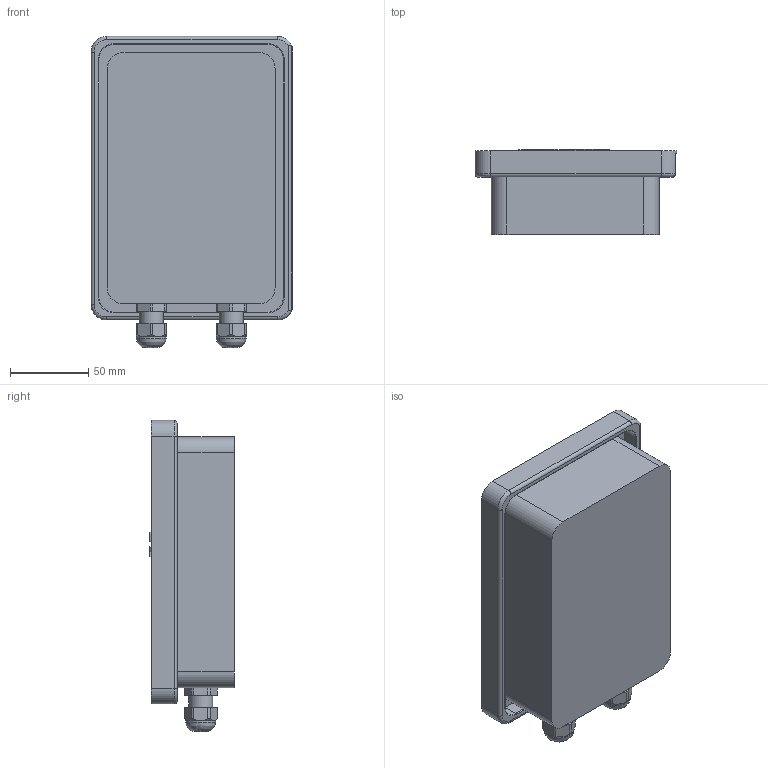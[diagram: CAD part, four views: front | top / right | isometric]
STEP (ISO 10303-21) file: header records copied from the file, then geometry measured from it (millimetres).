
FILE_DESCRIPTION(/* description */ (''),/* implementation_level */ '2;1');
FILE_NAME(/* name */ 'Baugruppe_Akku.stp',/* time_stamp */ '2016-03-01T17:06:16+01:00',/* author */ ('Jonas'),/* organization */ (''),/* preprocessor_version */ 'ST-DEVELOPER v16.1',/* originating_system */ 'Autodesk Inventor 2016',/* authorisation */ '');
FILE_SCHEMA (('AUTOMOTIVE_DESIGN { 1 0 10303 214 3 1 1 }'));
Length unit declared in the file: millimetre
Products named in the file (5): Akkublock; Bauteil_Druckhülle_Akku; Bauteil_Druckhülle_Akku_Deckel; SKINTOP ST PG 9      Art_ Nr_ 53015010(F=3_5)_Kunststoff; Baugruppe_Akku
Assembly tree (6 placements, depth 2):
  Baugruppe_Akku
    Akkublock  x2
    Bauteil_Druckhülle_Akku
    Bauteil_Druckhülle_Akku_Deckel
    SKINTOP ST PG 9      Art_ Nr_ 53015010(F=3_5)_Kunststoff  x2
Bounding box: 128.8 x 54.1 x 198.4 mm (x, y, z)
Volume: 437796.7 mm3; surface area: 199200.3 mm2
Topology: 6 solids, 6 shells, 587 faces, 1544 edges, 1018 vertices
Faces by surface type: plane 289, bspline 176, cylinder 94, torus 14, cone 14
Full cylindrical faces by diameter (mm): 3 x4, 3.5 x2, 14.44 x4, 15.2 x4, 16 x2, 19 x2
Entity records: 16490 total; most frequent: CARTESIAN_POINT 4935, ORIENTED_EDGE 2644, DIRECTION 1788, EDGE_CURVE 1322, VERTEX_POINT 882, LINE 816, VECTOR 816, EDGE_LOOP 564
